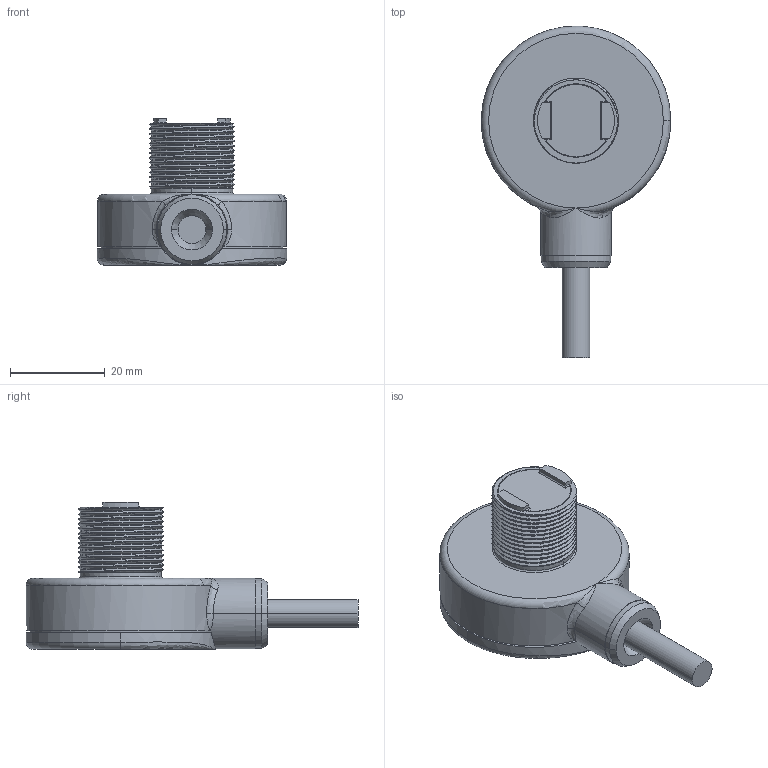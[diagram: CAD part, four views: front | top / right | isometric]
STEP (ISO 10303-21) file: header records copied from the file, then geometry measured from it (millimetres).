
FILE_DESCRIPTION((''),'2;1');
FILE_NAME('155322_SW','2010-12-03T',('banengservice'),('BANNER ENGINEERING'),'PRO/ENGINEER BY PARAMETRIC TECHNOLOGY CORPORATION, 2009141','PRO/ENGINEER BY PARAMETRIC TECHNOLOGY CORPORATION, 2009141','');
FILE_SCHEMA(('CONFIG_CONTROL_DESIGN'));
Length unit declared in the file: inch
Products named in the file (1): 155322_SW
Bounding box: 40.08 x 70.21 x 31.1 mm (x, y, z)
Volume: 9009.9 mm3; surface area: 13876.9 mm2
Topology: 3 solids, 4 shells, 310 faces, 769 edges, 483 vertices
Faces by surface type: cylinder 122, plane 121, bspline 22, torus 21, cone 14, sphere 6, revolution 4
Entity records: 19991 total; most frequent: CARTESIAN_POINT 12752, ORIENTED_EDGE 1518, DIRECTION 1441, EDGE_CURVE 759, AXIS2_PLACEMENT_3D 529, VERTEX_POINT 483, VECTOR 379, LINE 379
